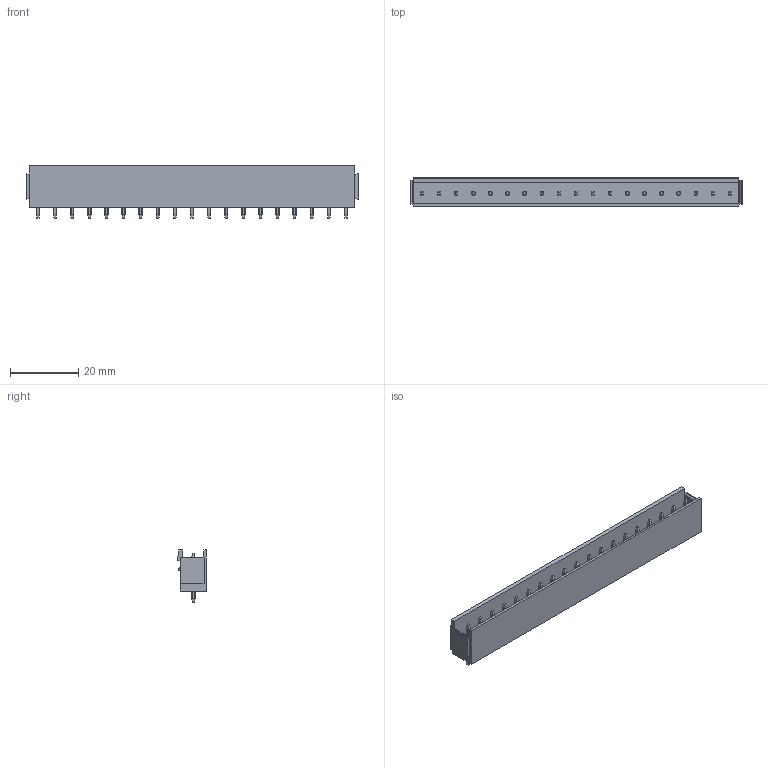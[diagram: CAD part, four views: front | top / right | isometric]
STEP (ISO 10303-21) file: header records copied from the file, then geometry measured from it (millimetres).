
FILE_DESCRIPTION(('CATIA V5 STEP Exchange','CAx-IF Rec.Pracs.--- Model Styling and Organization---1.2---2011-12-15'),'2;1');
FILE_NAME ('D1452976_0_1581950000_1581950000.stp','2018-10-12T04:40:04+00:00',('none'),('Weidmueller'),'CATIA Version 5-6 Release 2014','CATIA V5 STEP AP214','none');
FILE_SCHEMA(('AUTOMOTIVE_DESIGN { 1 0 10303 214 1 1 1 1 }'));
Length unit declared in the file: millimetre
Products named in the file (1): 1581950000
Bounding box: 97 x 8.43 x 15.2 mm (x, y, z)
Volume: 4283.5 mm3; surface area: 7061.3 mm2
Topology: 20 solids, 20 shells, 541 faces, 1491 edges, 990 vertices
Faces by surface type: plane 387, cylinder 154
Entity records: 16120 total; most frequent: CARTESIAN_POINT 3928, ORIENTED_EDGE 2982, DIRECTION 1723, EDGE_CURVE 1491, VECTOR 1027, LINE 1027, VERTEX_POINT 990, EDGE_LOOP 579
